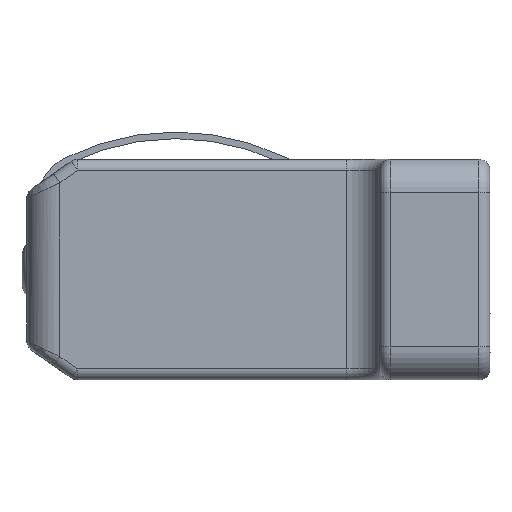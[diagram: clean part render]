
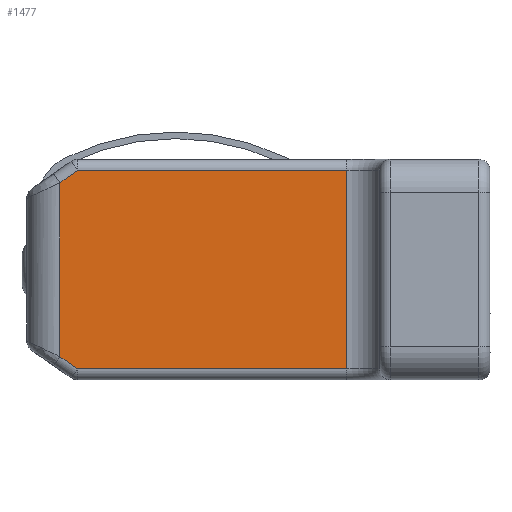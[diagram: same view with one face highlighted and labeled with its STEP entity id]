
A CAD part, left-side view. The second image highlights one B-rep face of the part: STEP entity #1477.
In plain terms, the highlighted planar face has unit normal (-1, 0, 0).
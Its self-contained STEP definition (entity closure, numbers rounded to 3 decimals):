
#1477=ADVANCED_FACE('NONE',(#3972),#3973,.F.);
#1527=EDGE_CURVE('NONE',#3079,#3289,#4027,.T.);
#1985=EDGE_CURVE('NONE',#2609,#3079,#4526,.T.);
#2025=EDGE_CURVE('NONE',#3289,#2121,#4573,.T.);
#2121=VERTEX_POINT('NONE',#4681);
#2125=EDGE_CURVE('NONE',#2729,#2609,#4686,.T.);
#2609=VERTEX_POINT('NONE',#5242);
#2643=EDGE_CURVE('NONE',#3197,#2729,#5281,.F.);
#2729=VERTEX_POINT('NONE',#5375);
#2919=EDGE_CURVE('NONE',#2121,#3197,#5581,.T.);
#3079=VERTEX_POINT('NONE',#5759);
#3197=VERTEX_POINT('NONE',#5883);
#3289=VERTEX_POINT('NONE',#5990);
#3972=FACE_OUTER_BOUND('',#8019,.T.);
#3973=PLANE('',#8020);
#4027=LINE('',#8108,#8109);
#4526=LINE('',#11209,#11210);
#4573=LINE('',#11276,#11277);
#4681=CARTESIAN_POINT('',(-10.0,39.0,7.88));
#4686=LINE('',#12027,#12028);
#5242=CARTESIAN_POINT('',(-10.0,13.,-9.));
#5281=LINE('',#19300,#19301);
#5375=CARTESIAN_POINT('',(-10.0,13.,9.0));
#5581=LINE('',#21033,#21034);
#5759=CARTESIAN_POINT('',(-10.0,37.4,-9.));
#5883=CARTESIAN_POINT('',(-10.0,37.4,9.0));
#5990=CARTESIAN_POINT('',(-10.0,39.0,-7.88));
#8019=EDGE_LOOP('',(#27376,#27377,#27378,#27379,#27380,#27381));
#8020=AXIS2_PLACEMENT_3D('',#27382,#27383,#27384);
#8108=CARTESIAN_POINT('',(-10.0,41.426,-6.181));
#8109=VECTOR('',#27447,1.0);
#11209=CARTESIAN_POINT('',(-10.0,42.0,-9.));
#11210=VECTOR('',#27943,1.0);
#11276=CARTESIAN_POINT('',(-10.0,39.0,10.));
#11277=VECTOR('',#28006,1.0);
#12027=CARTESIAN_POINT('',(-10.0,13.,-10.0));
#12028=VECTOR('',#28148,1.0);
#19300=CARTESIAN_POINT('',(-10.0,10.0,9.0));
#19301=VECTOR('',#28941,1.0);
#21033=CARTESIAN_POINT('',(-10.0,49.414,0.588));
#21034=VECTOR('',#29239,1.0);
#27376=ORIENTED_EDGE('',*,*,#1985,.F.);
#27377=ORIENTED_EDGE('',*,*,#2125,.F.);
#27378=ORIENTED_EDGE('',*,*,#2643,.F.);
#27379=ORIENTED_EDGE('',*,*,#2919,.F.);
#27380=ORIENTED_EDGE('',*,*,#2025,.F.);
#27381=ORIENTED_EDGE('',*,*,#1527,.F.);
#27382=CARTESIAN_POINT('',(-10.0,42.0,-10.0));
#27383=DIRECTION('',(1.0,0.0,0.0));
#27384=DIRECTION('',(0.0,1.0,-0.0));
#27447=DIRECTION('',(0.,0.819,0.574));
#27943=DIRECTION('',(0.0,1.0,0.0));
#28006=DIRECTION('',(0.0,-0.0,1.0));
#28148=DIRECTION('',(0.0,0.0,-1.0));
#28941=DIRECTION('',(0.0,1.0,0.0));
#29239=DIRECTION('',(0.,-0.819,0.574));
